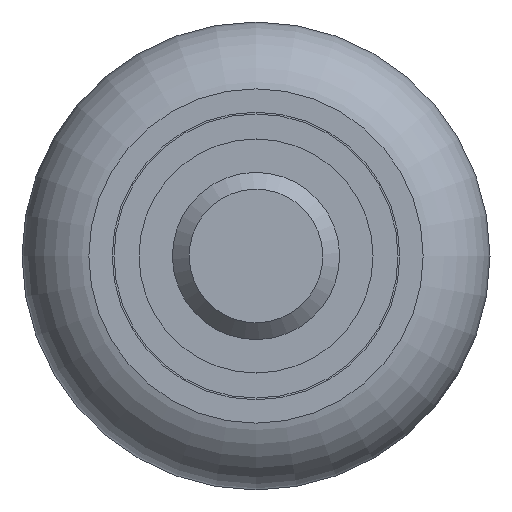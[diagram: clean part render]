
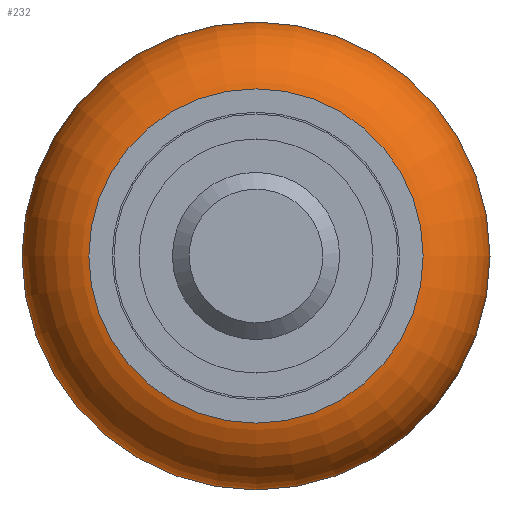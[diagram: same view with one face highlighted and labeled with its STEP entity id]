
A CAD part, left-side view. The second image highlights one B-rep face of the part: STEP entity #232.
In plain terms, the highlighted toroidal (fillet/blend) face has major radius 8.6 mm and minor radius 5.4 mm.
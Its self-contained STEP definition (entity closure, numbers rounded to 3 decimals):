
#54=FACE_BOUND('',#89,.T.);
#68=FACE_OUTER_BOUND('',#88,.T.);
#88=EDGE_LOOP('',(#173));
#89=EDGE_LOOP('',(#174));
#122=CIRCLE('',#257,8.6);
#123=CIRCLE('',#258,14.);
#139=VERTEX_POINT('',#392);
#140=VERTEX_POINT('',#394);
#156=EDGE_CURVE('',#139,#139,#122,.T.);
#157=EDGE_CURVE('',#140,#140,#123,.T.);
#173=ORIENTED_EDGE('',*,*,#156,.T.);
#174=ORIENTED_EDGE('',*,*,#157,.T.);
#207=TOROIDAL_SURFACE('',#256,8.6,5.4);
#232=ADVANCED_FACE('',(#68,#54),#207,.T.);
#256=AXIS2_PLACEMENT_3D('',#391,#302,#303);
#257=AXIS2_PLACEMENT_3D('',#393,#304,#305);
#258=AXIS2_PLACEMENT_3D('',#395,#306,#307);
#302=DIRECTION('center_axis',(1.,0.,0.));
#303=DIRECTION('ref_axis',(0.,0.,-1.));
#304=DIRECTION('center_axis',(1.,0.,0.));
#305=DIRECTION('ref_axis',(0.,-1.,0.));
#306=DIRECTION('center_axis',(-1.,0.,0.));
#307=DIRECTION('ref_axis',(0.,-1.,0.));
#391=CARTESIAN_POINT('Origin',(8.,0.,0.));
#392=CARTESIAN_POINT('',(2.6,8.6,0.));
#393=CARTESIAN_POINT('Origin',(2.6,0.,0.));
#394=CARTESIAN_POINT('',(8.,14.,0.));
#395=CARTESIAN_POINT('Origin',(8.,0.,0.));
